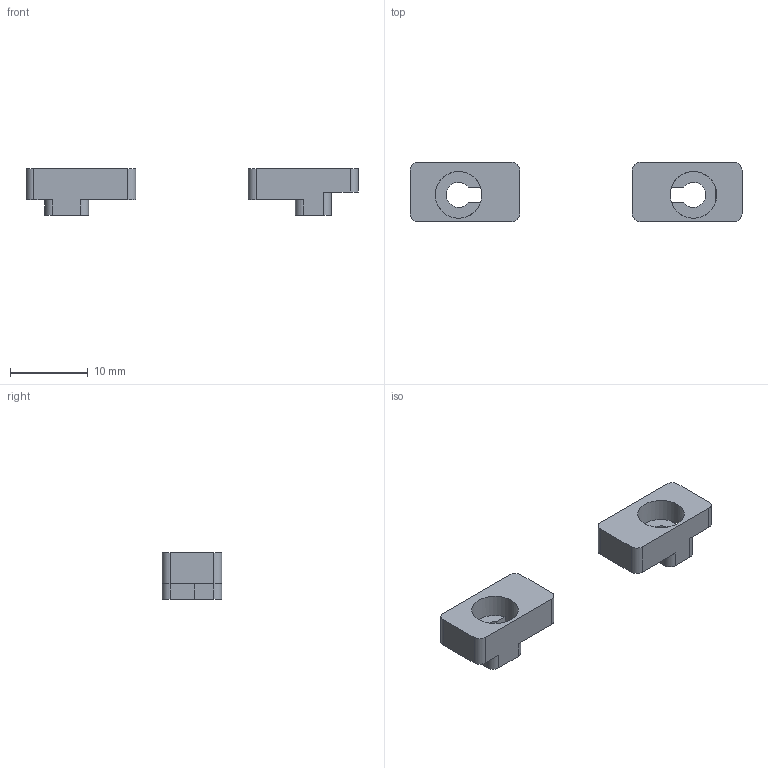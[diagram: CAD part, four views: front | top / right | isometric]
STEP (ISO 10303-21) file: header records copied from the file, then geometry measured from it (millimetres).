
FILE_DESCRIPTION(/* description */ (''),/* implementation_level */ '2;1');
FILE_NAME(/* name */ 'ldo_front_mount_ inserts.step',/* time_stamp */ '2025-12-07T13:49:09-05:00',/* author */ (''),/* organization */ (''),/* preprocessor_version */ 'ST-DEVELOPER v20.1',/* originating_system */ 'Autodesk Translation Framework v14.17.0.0',/* authorisation */ '');
FILE_SCHEMA (('AUTOMOTIVE_DESIGN { 1 0 10303 214 3 1 1 }'));
Length unit declared in the file: millimetre
Products named in the file (3): (Unsaved); LDO_Insert_Right; LDO_Insert_Left
Assembly tree (2 placements, depth 2):
  (Unsaved)
    LDO_Insert_Right
    LDO_Insert_Left
Bounding box: 42.64 x 7.61 x 6 mm (x, y, z)
Volume: 751.4 mm3; surface area: 970.4 mm2
Topology: 2 solids, 2 shells, 49 faces, 145 edges, 96 vertices
Faces by surface type: plane 29, cylinder 20
Full cylindrical faces by diameter (mm): 6 x2
Entity records: 1746 total; most frequent: DIRECTION 299, CARTESIAN_POINT 295, ORIENTED_EDGE 290, EDGE_CURVE 145, AXIS2_PLACEMENT_3D 100, LINE 99, VECTOR 99, VERTEX_POINT 96
